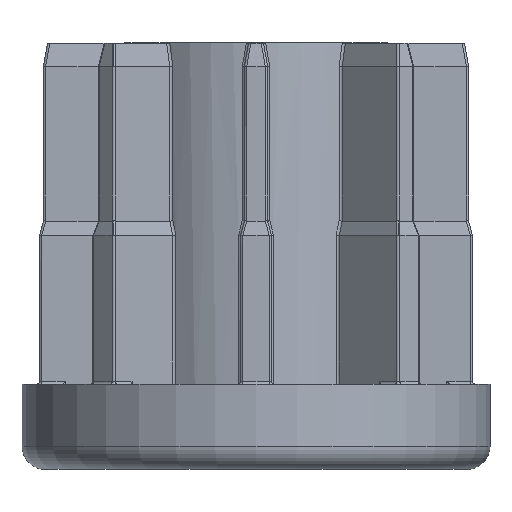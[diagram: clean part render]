
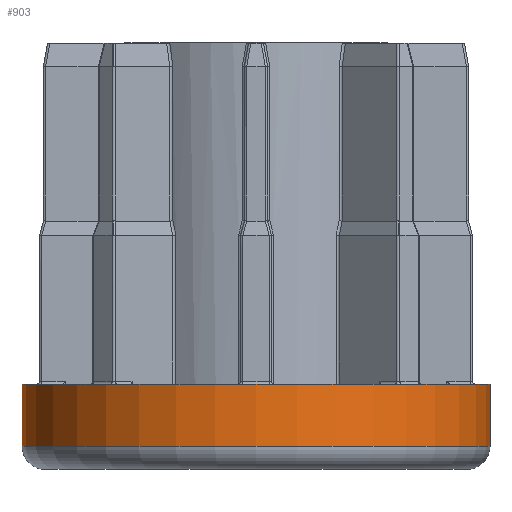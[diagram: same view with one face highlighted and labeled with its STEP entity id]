
A CAD part, front view. The second image highlights one B-rep face of the part: STEP entity #903.
In plain terms, the highlighted cylindrical face has radius 30.15 mm (diameter 60.3 mm), a partial arc.
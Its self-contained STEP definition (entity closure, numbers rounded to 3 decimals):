
#93 = CARTESIAN_POINT ( 'NONE',  ( 30.15, 0., 3. ) ) ;
#903 = ADVANCED_FACE ( 'NONE', ( #10160 ), #2196, .T. ) ;
#1417 = EDGE_CURVE ( 'NONE', #5278, #1988, #7094, .T. ) ;
#1710 = CARTESIAN_POINT ( 'NONE',  ( -30.15, 0., 11. ) ) ;
#1988 = VERTEX_POINT ( 'NONE', #3409 ) ;
#2096 = EDGE_CURVE ( 'NONE', #10179, #7726, #12903, .T. ) ;
#2185 = DIRECTION ( 'NONE',  ( 0., 0., 1. ) ) ;
#2196 = CYLINDRICAL_SURFACE ( 'NONE', #8143, 30.15 ) ;
#2564 = EDGE_CURVE ( 'NONE', #5278, #10179, #7754, .T. ) ;
#2651 = DIRECTION ( 'NONE',  ( 0., 0., -1. ) ) ;
#2677 = LINE ( 'NONE', #6711, #4548 ) ;
#2940 = CARTESIAN_POINT ( 'NONE',  ( -30.15, 0., 11. ) ) ;
#2956 = EDGE_CURVE ( 'NONE', #1988, #7726, #2677, .T. ) ;
#3409 = CARTESIAN_POINT ( 'NONE',  ( 30.15, 0., 11. ) ) ;
#3676 = DIRECTION ( 'NONE',  ( 0., 0., -1. ) ) ;
#4548 = VECTOR ( 'NONE', #7772, 1000. ) ;
#5278 = VERTEX_POINT ( 'NONE', #2940 ) ;
#5650 = DIRECTION ( 'NONE',  ( -1., 0., 0. ) ) ;
#5683 = CARTESIAN_POINT ( 'NONE',  ( 0., 0., 3. ) ) ;
#6711 = CARTESIAN_POINT ( 'NONE',  ( 30.15, 0., 11. ) ) ;
#6734 = DIRECTION ( 'NONE',  ( 1., 0., 0. ) ) ;
#6879 = AXIS2_PLACEMENT_3D ( 'NONE', #5683, #12935, #6734 ) ;
#7094 = CIRCLE ( 'NONE', #7613, 30.15 ) ;
#7593 = VECTOR ( 'NONE', #2651, 1000. ) ;
#7613 = AXIS2_PLACEMENT_3D ( 'NONE', #8253, #2185, #9270 ) ;
#7707 = ORIENTED_EDGE ( 'NONE', *, *, #2956, .F. ) ;
#7726 = VERTEX_POINT ( 'NONE', #93 ) ;
#7754 = LINE ( 'NONE', #1710, #7593 ) ;
#7772 = DIRECTION ( 'NONE',  ( 0., 0., -1. ) ) ;
#7879 = ORIENTED_EDGE ( 'NONE', *, *, #1417, .F. ) ;
#8143 = AXIS2_PLACEMENT_3D ( 'NONE', #9824, #3676, #5650 ) ;
#8253 = CARTESIAN_POINT ( 'NONE',  ( 0., 0., 11. ) ) ;
#8367 = ORIENTED_EDGE ( 'NONE', *, *, #2564, .T. ) ;
#8813 = ORIENTED_EDGE ( 'NONE', *, *, #2096, .T. ) ;
#9270 = DIRECTION ( 'NONE',  ( 1., 0., 0. ) ) ;
#9824 = CARTESIAN_POINT ( 'NONE',  ( 0., 0., 11. ) ) ;
#10160 = FACE_OUTER_BOUND ( 'NONE', #12957, .T. ) ;
#10179 = VERTEX_POINT ( 'NONE', #12986 ) ;
#12903 = CIRCLE ( 'NONE', #6879, 30.15 ) ;
#12935 = DIRECTION ( 'NONE',  ( 0., 0., 1. ) ) ;
#12957 = EDGE_LOOP ( 'NONE', ( #7707, #7879, #8367, #8813 ) ) ;
#12986 = CARTESIAN_POINT ( 'NONE',  ( -30.15, 0., 3. ) ) ;
